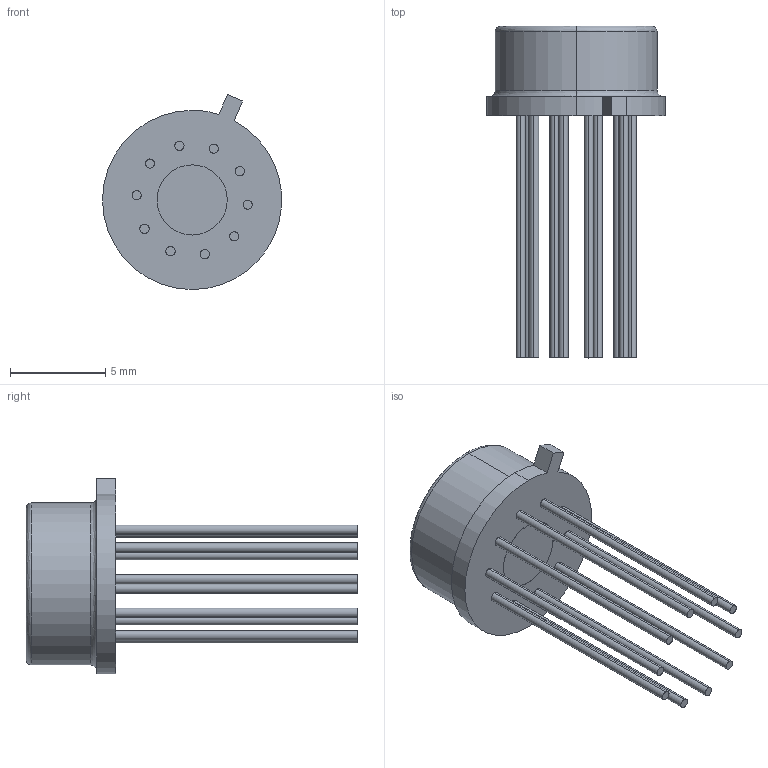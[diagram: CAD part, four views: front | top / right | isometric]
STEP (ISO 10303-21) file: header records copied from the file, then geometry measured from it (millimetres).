
FILE_DESCRIPTION (( 'STEP AP214' ), '1' );
FILE_NAME ('User Library-TO-5-10-LEAD.STEP', '2018-03-02T10:50:27', ( '' ), ( '' ), 'SwSTEP 2.0', 'SolidWorks 2018', '' );
FILE_SCHEMA (( 'AUTOMOTIVE_DESIGN' ));
Length unit declared in the file: millimetre
Products named in the file (1): User Library-TO-5-10-LEAD
Bounding box: 9.39 x 17.4 x 10.23 mm (x, y, z)
Volume: 303.8 mm3; surface area: 457.3 mm2
Topology: 1 solids, 1 shells, 48 faces, 98 edges, 64 vertices
Faces by surface type: cylinder 27, plane 17, bspline 4
Entity records: 2004 total; most frequent: CARTESIAN_POINT 391, DIRECTION 242, ORIENTED_EDGE 196, AXIS2_PLACEMENT_3D 103, EDGE_CURVE 98, VERTEX_POINT 64, EDGE_LOOP 60, CIRCLE 58
